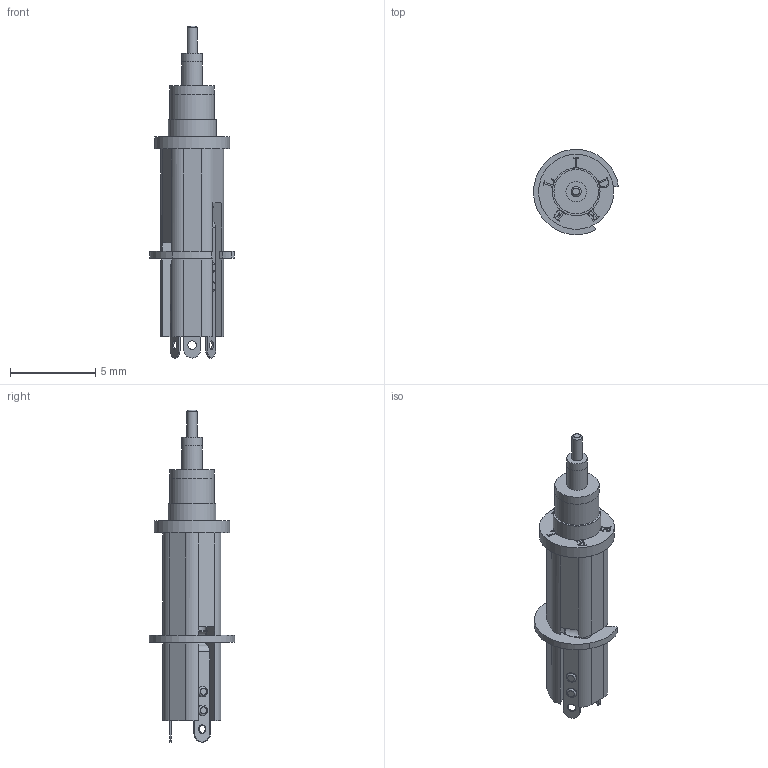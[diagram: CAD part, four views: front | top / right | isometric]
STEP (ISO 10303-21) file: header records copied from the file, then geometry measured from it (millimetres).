
FILE_DESCRIPTION(/* description */ ('Alibre Inc.'),/* implementation_level */ '2;1');
FILE_NAME(/* name */ 'export0',/* time_stamp */ '2020-06-05T12:05:23-07:00',/* author */ (''),/* organization */ (''),/* preprocessor_version */ 'ST-DEVELOPER v14',/* originating_system */ 'Alibre',/* authorisation */ '');
FILE_SCHEMA (('AUTOMOTIVE_DESIGN'));
Length unit declared in the file: centimetre
Products named in the file (17): 90119A106
Bounding box: 4.98 x 5 x 19.45 mm (x, y, z)
Volume: 112.4 mm3; surface area: 462.2 mm2
Topology: 14 solids, 14 shells, 332 faces, 855 edges, 568 vertices
Faces by surface type: plane 171, cylinder 81, bspline 68, torus 6, cone 6
Full cylindrical faces by diameter (mm): 0.45 x6, 0.5 x9, 0.6 x1, 0.61 x2, 0.611 x4, 1.2 x2, 1.3 x1, 1.5 x2, 1.8 x3, 1.9 x1, 2.6 x2, 2.8 x1, 4.4 x1
Entity records: 10467 total; most frequent: CARTESIAN_POINT 2718, ORIENTED_EDGE 1596, DIRECTION 1205, EDGE_CURVE 798, VERTEX_POINT 559, AXIS2_PLACEMENT_3D 461, VECTOR 451, LINE 451
